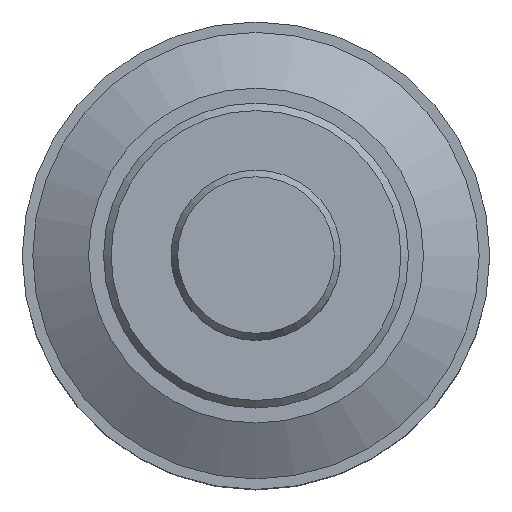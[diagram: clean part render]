
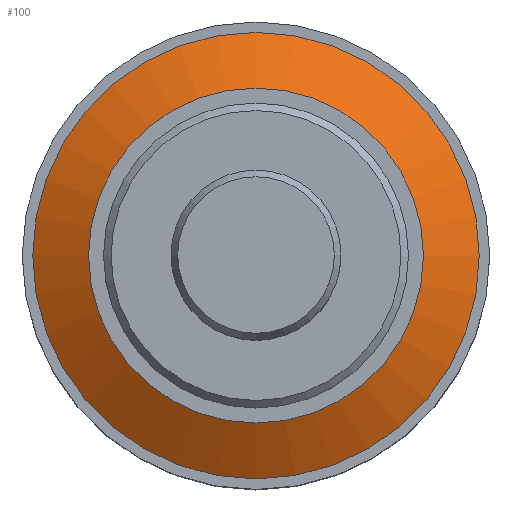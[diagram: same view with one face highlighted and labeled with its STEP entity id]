
A CAD part, top view. The second image highlights one B-rep face of the part: STEP entity #100.
In plain terms, the highlighted conical face has half-angle 59.797 degrees and reference radius 7.881 mm.
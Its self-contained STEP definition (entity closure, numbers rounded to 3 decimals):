
#62=CONICAL_SURFACE('',#256,7.881,59.797);
#72=FACE_BOUND('',#134,.T.);
#73=FACE_BOUND('',#135,.T.);
#100=ADVANCED_FACE('',(#72,#73),#62,.T.);
#134=EDGE_LOOP('',(#168));
#135=EDGE_LOOP('',(#169));
#168=ORIENTED_EDGE('',*,*,#216,.T.);
#169=ORIENTED_EDGE('',*,*,#215,.F.);
#198=VERTEX_POINT('',#368);
#199=VERTEX_POINT('',#371);
#215=EDGE_CURVE('',#198,#198,#232,.T.);
#216=EDGE_CURVE('',#199,#199,#233,.T.);
#232=CIRCLE('',#253,7.881);
#233=CIRCLE('',#255,10.508);
#253=AXIS2_PLACEMENT_3D('',#367,#297,#298);
#255=AXIS2_PLACEMENT_3D('',#370,#301,#302);
#256=AXIS2_PLACEMENT_3D('',#372,#303,#304);
#297=DIRECTION('',(0.,0.,1.));
#298=DIRECTION('',(1.,0.,0.));
#301=DIRECTION('',(0.,0.,1.));
#302=DIRECTION('',(1.,0.,0.));
#303=DIRECTION('',(0.,0.,-1.));
#304=DIRECTION('',(-1.,0.,0.));
#367=CARTESIAN_POINT('',(0.,0.,-1.333));
#368=CARTESIAN_POINT('',(7.881,0.,-1.333));
#370=CARTESIAN_POINT('',(0.,0.,-2.862));
#371=CARTESIAN_POINT('',(10.508,0.,-2.862));
#372=CARTESIAN_POINT('',(0.,0.,-1.333));
